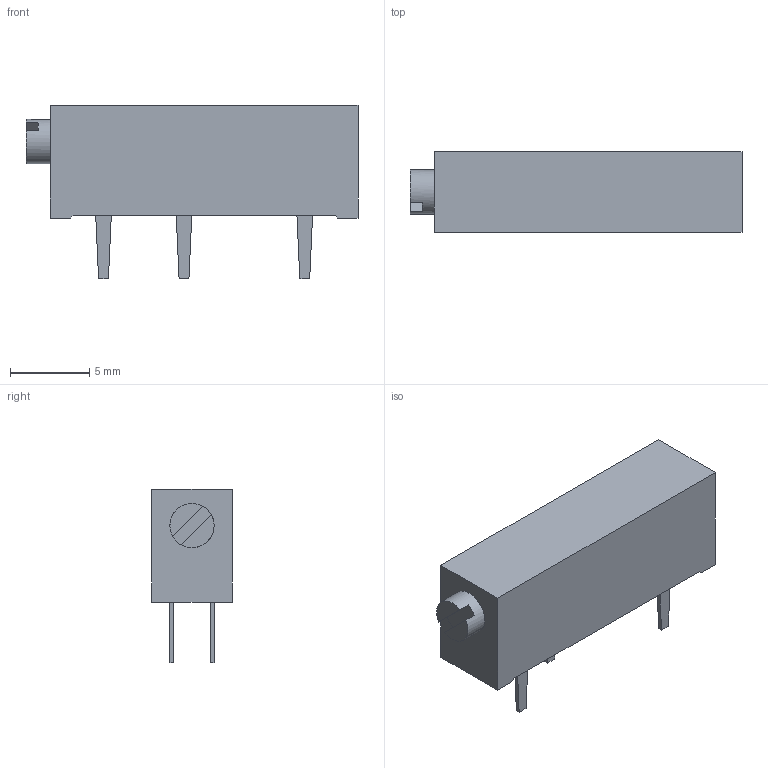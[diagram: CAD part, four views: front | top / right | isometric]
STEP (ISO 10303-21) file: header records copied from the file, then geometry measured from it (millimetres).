
FILE_DESCRIPTION(/* description */ (''),/* implementation_level */ '2;1');
FILE_NAME(/* name */ 'TRIM_VISHAY_1280G.stp',/* time_stamp */ '2017-05-16T16:11:37+02:00',/* author */ ('jchouvet'),/* organization */ (''),/* preprocessor_version */ 'ST-DEVELOPER v16.1',/* originating_system */ 'AutoCAD Mechanical',/* authorisation */ '');
FILE_SCHEMA (('AUTOMOTIVE_DESIGN { 1 0 10303 214 3 1 1 }'));
Length unit declared in the file: millimetre
Products named in the file (1): Product
Bounding box: 20.95 x 5.08 x 10.92 mm (x, y, z)
Volume: 696.9 mm3; surface area: 596.2 mm2
Topology: 5 solids, 5 shells, 35 faces, 75 edges, 50 vertices
Faces by surface type: plane 34, cylinder 1
Full cylindrical faces by diameter (mm): 2.79 x1
Entity records: 962 total; most frequent: CARTESIAN_POINT 158, DIRECTION 150, ORIENTED_EDGE 146, EDGE_CURVE 73, LINE 68, VECTOR 68, VERTEX_POINT 49, AXIS2_PLACEMENT_3D 41
